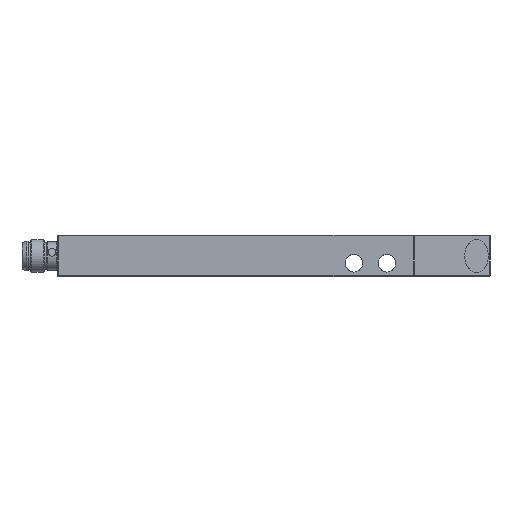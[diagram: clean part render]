
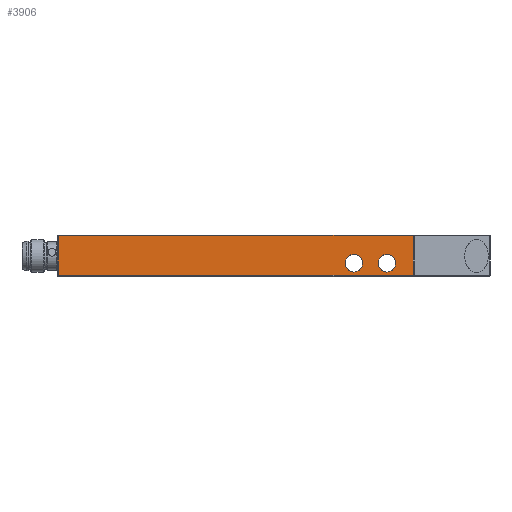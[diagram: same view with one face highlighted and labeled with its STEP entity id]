
A CAD part, front view. The second image highlights one B-rep face of the part: STEP entity #3906.
In plain terms, the highlighted planar face has unit normal (0, -1, 0).
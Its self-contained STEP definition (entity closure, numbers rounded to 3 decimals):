
#118=FACE_BOUND('',#902,.T.);
#119=FACE_BOUND('',#903,.T.);
#265=CIRCLE('',#4246,2.15);
#266=CIRCLE('',#4247,2.15);
#608=FACE_OUTER_BOUND('',#901,.T.);
#901=EDGE_LOOP('',(#2781,#2782,#2783,#2784));
#902=EDGE_LOOP('',(#2785));
#903=EDGE_LOOP('',(#2786));
#1273=LINE('',#6226,#1502);
#1278=LINE('',#6248,#1507);
#1279=LINE('',#6250,#1508);
#1280=LINE('',#6251,#1509);
#1502=VECTOR('',#4988,86.076);
#1507=VECTOR('',#5013,9.7);
#1508=VECTOR('',#5014,86.076);
#1509=VECTOR('',#5015,9.7);
#1763=VERTEX_POINT('',#6223);
#1764=VERTEX_POINT('',#6225);
#1771=VERTEX_POINT('',#6247);
#1772=VERTEX_POINT('',#6249);
#1773=VERTEX_POINT('',#6252);
#1774=VERTEX_POINT('',#6254);
#2141=EDGE_CURVE('',#1763,#1764,#1273,.T.);
#2154=EDGE_CURVE('',#1771,#1763,#1278,.T.);
#2155=EDGE_CURVE('',#1772,#1771,#1279,.T.);
#2156=EDGE_CURVE('',#1764,#1772,#1280,.T.);
#2157=EDGE_CURVE('',#1773,#1773,#265,.T.);
#2158=EDGE_CURVE('',#1774,#1774,#266,.T.);
#2781=ORIENTED_EDGE('',*,*,#2154,.F.);
#2782=ORIENTED_EDGE('',*,*,#2155,.F.);
#2783=ORIENTED_EDGE('',*,*,#2156,.F.);
#2784=ORIENTED_EDGE('',*,*,#2141,.F.);
#2785=ORIENTED_EDGE('',*,*,#2157,.T.);
#2786=ORIENTED_EDGE('',*,*,#2158,.T.);
#3509=PLANE('',#4245);
#3906=ADVANCED_FACE('',(#608,#118,#119),#3509,.T.);
#4245=AXIS2_PLACEMENT_3D('',#6246,#5011,#5012);
#4246=AXIS2_PLACEMENT_3D('',#6253,#5016,#5017);
#4247=AXIS2_PLACEMENT_3D('',#6255,#5018,#5019);
#4988=DIRECTION('',(1.,0.,0.));
#5011=DIRECTION('center_axis',(0.,-1.,0.));
#5012=DIRECTION('ref_axis',(0.,0.,-1.));
#5013=DIRECTION('',(0.,0.,1.));
#5014=DIRECTION('',(-1.,0.,0.));
#5015=DIRECTION('',(0.,0.,-1.));
#5016=DIRECTION('center_axis',(0.,1.,0.));
#5017=DIRECTION('ref_axis',(0.814,0.,0.581));
#5018=DIRECTION('center_axis',(0.,1.,0.));
#5019=DIRECTION('ref_axis',(0.814,0.,0.581));
#6223=CARTESIAN_POINT('',(0.3,0.,10.));
#6225=CARTESIAN_POINT('',(86.376,0.,10.));
#6226=CARTESIAN_POINT('',(0.3,0.,10.));
#6246=CARTESIAN_POINT('Origin',(43.338,0.,0.3));
#6247=CARTESIAN_POINT('',(0.3,0.,0.3));
#6248=CARTESIAN_POINT('',(0.3,0.,0.3));
#6249=CARTESIAN_POINT('',(86.376,0.,0.3));
#6250=CARTESIAN_POINT('',(86.376,0.,0.3));
#6251=CARTESIAN_POINT('',(86.376,0.,10.));
#6252=CARTESIAN_POINT('',(74.15,0.,3.25));
#6253=CARTESIAN_POINT('Origin',(72.,0.,3.25));
#6254=CARTESIAN_POINT('',(82.15,0.,3.25));
#6255=CARTESIAN_POINT('Origin',(80.,0.,3.25));
